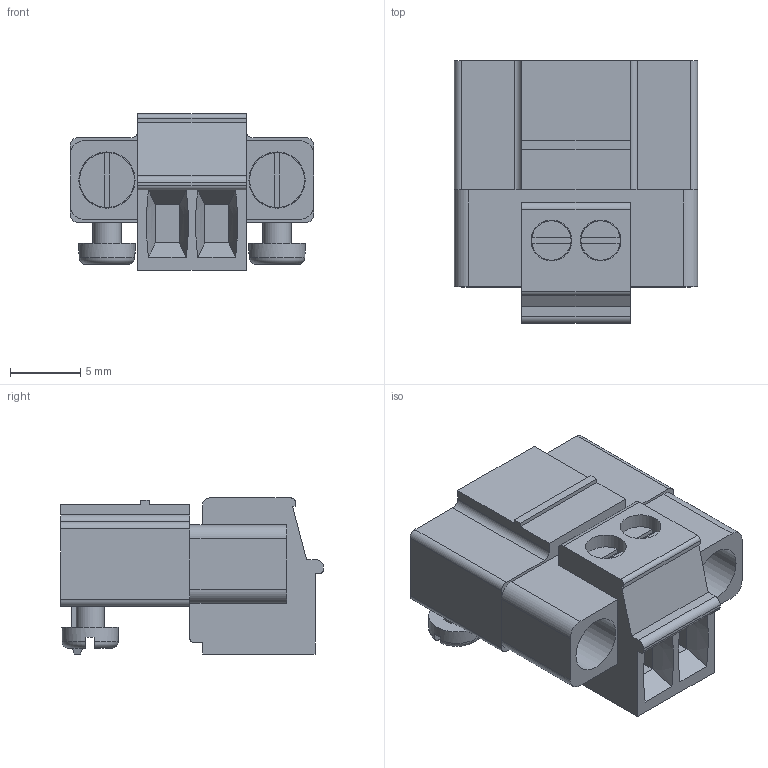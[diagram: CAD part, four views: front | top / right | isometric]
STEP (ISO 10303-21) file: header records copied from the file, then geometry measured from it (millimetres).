
FILE_DESCRIPTION(/* description */ ('model of PhoenixContact_MC-GF_02x3.50mm_Angled_ThreadedFlange_MountHole.'),/* implementation_level */ FILE_NAME(/* name */ 'PhoenixContact_MC-GF_02x3.50mm_Angled_ThreadedFlange_MountHole..stp',/* time_stamp */ '2016-09-06T12:37:58',/* author */ ('Rene Poeschl',''),/* organization */ (''),/* preprocessor_version */ '',/* originating_system */ '',/* authorisation */ '');
FILE_NAME(/* name */ 'PhoenixContact_MC-GF_02x3.50mm_Angled_ThreadedFlange_MountHole..stp',/* time_stamp */ '2016-09-06T12:37:58',/* author */ ('Rene Poeschl',''),/* organization */ (''),/* preprocessor_version */ '',/* originating_system */ '',/* authorisation */ '');
FILE_SCHEMA(('AUTOMOTIVE_DESIGN_CC2 { 1 2 10303 214 -1 1 5 4 }'));
Length unit declared in the file: millimetre
Products named in the file (2): ASSEMBLY; MC_01x02_GF_3_5mm_MH
Assembly tree (1 placements, depth 2):
  ASSEMBLY
    MC_01x02_GF_3_5mm_MH
Bounding box: 17.3 x 18.7 x 11.1 mm (x, y, z)
Volume: 2005.2 mm3; surface area: 1599.8 mm2
Topology: 1 solids, 1 shells, 141 faces, 353 edges, 228 vertices
Faces by surface type: plane 102, cylinder 27, bspline 8, torus 4
Full cylindrical faces by diameter (mm): 2 x2, 2.8 x2, 2.9 x2, 3.9 x2, 4 x4
Entity records: 12258 total; most frequent: CARTESIAN_POINT 4346, DIRECTION 1236, LINE 756, VECTOR 756, ORIENTED_EDGE 706, PCURVE 706, DEFINITIONAL_REPRESENTATION 706, EDGE_CURVE 353
